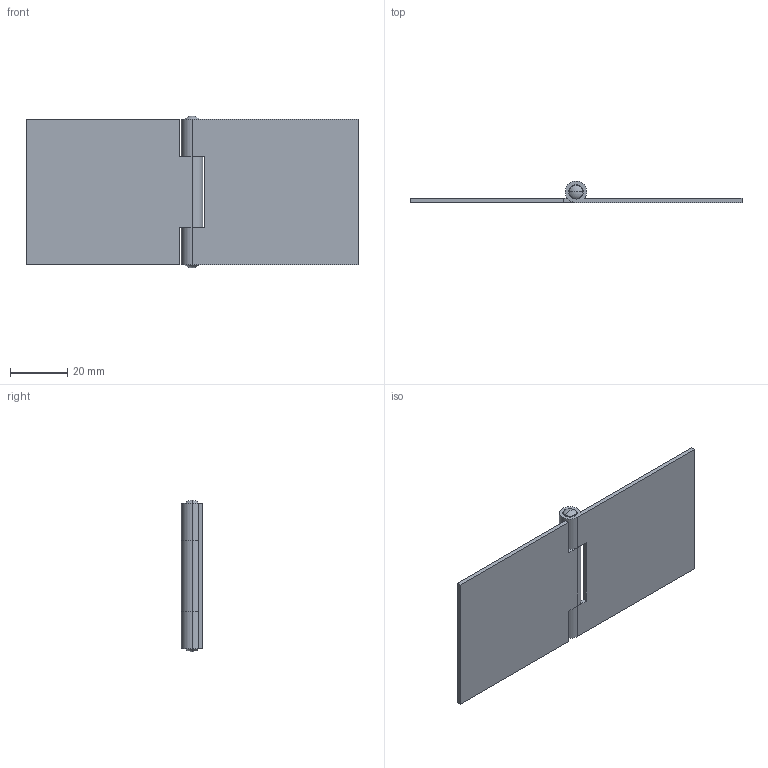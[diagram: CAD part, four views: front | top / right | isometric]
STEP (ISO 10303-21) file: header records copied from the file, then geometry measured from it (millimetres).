
FILE_DESCRIPTION (( 'STEP AP203' ), '1' );
FILE_NAME ('B-1047-1.STEP', '2008-12-05T00:10:45', ( ' ' ), ( ' ' ), 'SwSTEP 2.0', 'SolidWorks 2007', '' );
FILE_SCHEMA (( 'CONFIG_CONTROL_DESIGN' ));
Length unit declared in the file: millimetre
Products named in the file (4): B-1047-1僸儞僕A__棉太倌; B-1047-1; B-1047-1僸儞僕B__棉太倌; B-1047-1僔儍僼僩__棉太倌
Assembly tree (3 placements, depth 2):
  B-1047-1
    B-1047-1僔儍僼僩__棉太倌
    B-1047-1僸儞僕B__棉太倌
    B-1047-1僸儞僕A__棉太倌
Bounding box: 116 x 7.5 x 53 mm (x, y, z)
Volume: 10488.2 mm3; surface area: 14427.5 mm2
Topology: 3 solids, 3 shells, 40 faces, 98 edges, 66 vertices
Faces by surface type: plane 19, cylinder 17, sphere 4
Entity records: 1626 total; most frequent: DIRECTION 232, CARTESIAN_POINT 210, ORIENTED_EDGE 196, EDGE_CURVE 98, AXIS2_PLACEMENT_3D 88, VERTEX_POINT 66, VECTOR 56, LINE 56
